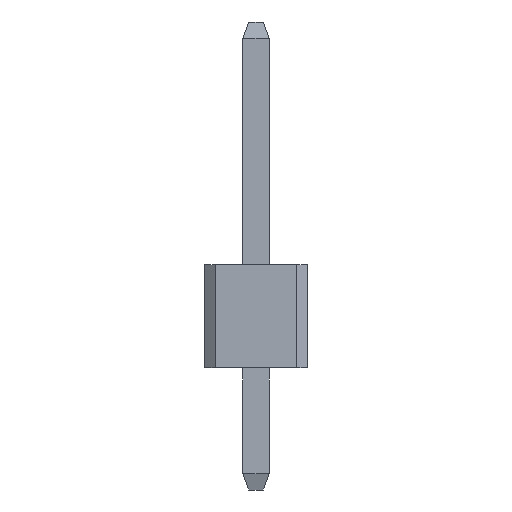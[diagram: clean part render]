
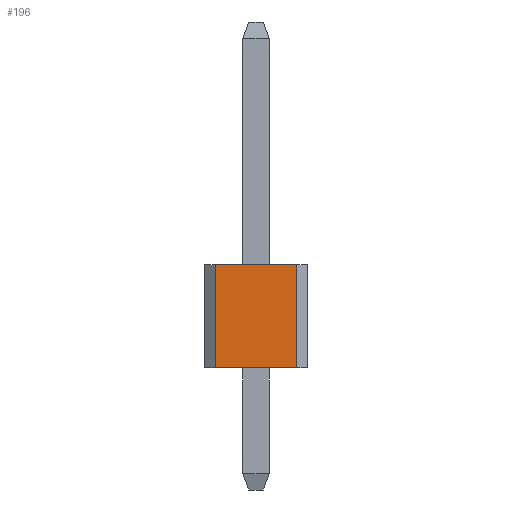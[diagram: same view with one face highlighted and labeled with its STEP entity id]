
A CAD part, front view. The second image highlights one B-rep face of the part: STEP entity #196.
In plain terms, the highlighted planar face has unit normal (0, -1, 0).
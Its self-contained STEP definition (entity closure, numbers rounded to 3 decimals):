
#10 = DIRECTION ( 'NONE',  ( -1., 0., 0. ) ) ;
#47 = LINE ( 'NONE', #143, #1167 ) ;
#63 = CARTESIAN_POINT ( 'NONE',  ( -1., -1.27, 5.54 ) ) ;
#120 = ORIENTED_EDGE ( 'NONE', *, *, #1140, .F. ) ;
#143 = CARTESIAN_POINT ( 'NONE',  ( -1., -1.27, 3. ) ) ;
#170 = DIRECTION ( 'NONE',  ( -1., 0., 0. ) ) ;
#183 = CARTESIAN_POINT ( 'NONE',  ( 1., -1.27, 3. ) ) ;
#196 = ADVANCED_FACE ( 'NONE', ( #1153 ), #468, .T. ) ;
#209 = EDGE_CURVE ( 'NONE', #866, #1382, #618, .T. ) ;
#336 = VECTOR ( 'NONE', #670, 1000. ) ;
#444 = CARTESIAN_POINT ( 'NONE',  ( -1., -1.27, 5.54 ) ) ;
#459 = EDGE_CURVE ( 'NONE', #1138, #866, #947, .T. ) ;
#468 = PLANE ( 'NONE',  #1213 ) ;
#544 = DIRECTION ( 'NONE',  ( 0., 0., -1. ) ) ;
#555 = ORIENTED_EDGE ( 'NONE', *, *, #459, .T. ) ;
#572 = ORIENTED_EDGE ( 'NONE', *, *, #667, .F. ) ;
#618 = LINE ( 'NONE', #979, #1403 ) ;
#667 = EDGE_CURVE ( 'NONE', #1359, #1382, #47, .T. ) ;
#670 = DIRECTION ( 'NONE',  ( 0., 0., -1. ) ) ;
#722 = DIRECTION ( 'NONE',  ( 0., -1., 0. ) ) ;
#778 = CARTESIAN_POINT ( 'NONE',  ( 1., -1.27, 5.54 ) ) ;
#790 = ORIENTED_EDGE ( 'NONE', *, *, #209, .T. ) ;
#865 = CARTESIAN_POINT ( 'NONE',  ( 1., -1.27, 5.54 ) ) ;
#866 = VERTEX_POINT ( 'NONE', #63 ) ;
#940 = CARTESIAN_POINT ( 'NONE',  ( -1., -1.27, 5.54 ) ) ;
#947 = LINE ( 'NONE', #940, #1341 ) ;
#979 = CARTESIAN_POINT ( 'NONE',  ( -1., -1.27, 5.54 ) ) ;
#1096 = LINE ( 'NONE', #778, #336 ) ;
#1138 = VERTEX_POINT ( 'NONE', #865 ) ;
#1140 = EDGE_CURVE ( 'NONE', #1138, #1359, #1096, .T. ) ;
#1153 = FACE_OUTER_BOUND ( 'NONE', #1176, .T. ) ;
#1167 = VECTOR ( 'NONE', #10, 1000. ) ;
#1176 = EDGE_LOOP ( 'NONE', ( #572, #120, #555, #790 ) ) ;
#1205 = DIRECTION ( 'NONE',  ( 0., 0., -1. ) ) ;
#1213 = AXIS2_PLACEMENT_3D ( 'NONE', #444, #722, #1205 ) ;
#1294 = CARTESIAN_POINT ( 'NONE',  ( -1., -1.27, 3. ) ) ;
#1341 = VECTOR ( 'NONE', #170, 1000. ) ;
#1359 = VERTEX_POINT ( 'NONE', #183 ) ;
#1382 = VERTEX_POINT ( 'NONE', #1294 ) ;
#1403 = VECTOR ( 'NONE', #544, 1000. ) ;
